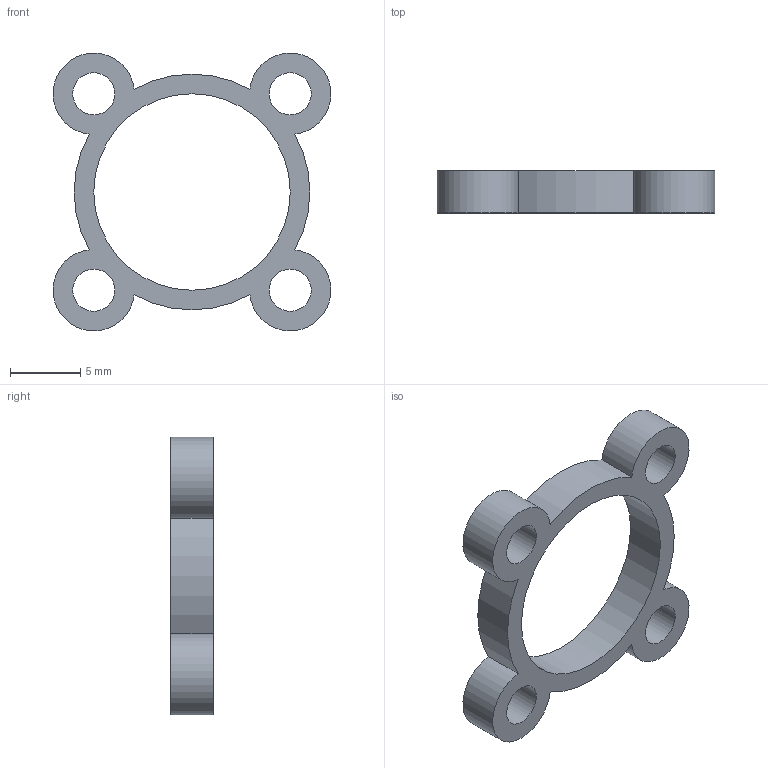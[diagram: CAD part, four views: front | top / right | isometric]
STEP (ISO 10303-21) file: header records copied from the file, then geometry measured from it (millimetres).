
FILE_DESCRIPTION(/* description */ (''),/* implementation_level */ '2;1');
FILE_NAME(/* name */ '',/* time_stamp */ '2025-12-28T13:58:24+03:00',/* author */ ('Zakhar'),/* organization */ (''),/* preprocessor_version */ 'ST-DEVELOPER v20',/* originating_system */ 'Autodesk Inventor 2024',/* authorisation */ '');
FILE_SCHEMA (('AUTOMOTIVE_DESIGN { 1 0 10303 214 3 1 1 }'));
Length unit declared in the file: millimetre
Products named in the file (1): крепление подшипника_
1
Bounding box: 19.78 x 3 x 19.78 mm (x, y, z)
Volume: 382.7 mm3; surface area: 759.7 mm2
Topology: 1 solids, 1 shells, 15 faces, 56 edges, 66 vertices
Faces by surface type: cylinder 13, plane 2
Full cylindrical faces by diameter (mm): 3 x4, 14 x1
Entity records: 637 total; most frequent: CARTESIAN_POINT 122, DIRECTION 119, ORIENTED_EDGE 78, AXIS2_PLACEMENT_3D 53, EDGE_CURVE 39, CIRCLE 37, VERTEX_POINT 26, EDGE_LOOP 25
